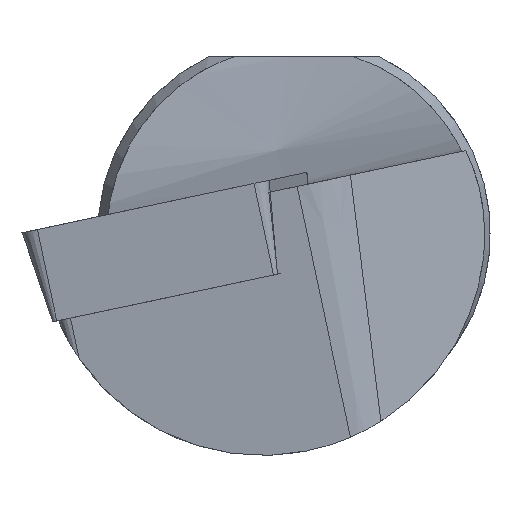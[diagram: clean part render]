
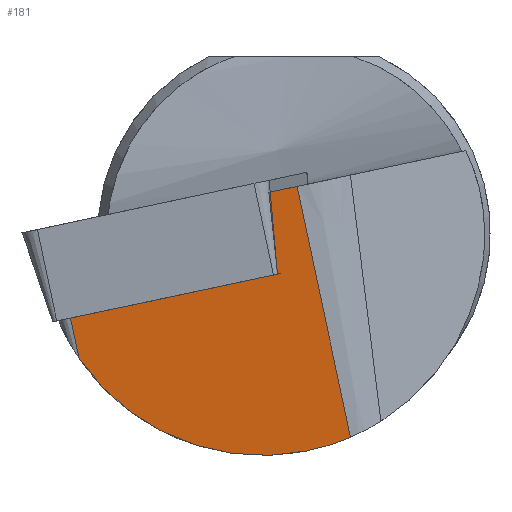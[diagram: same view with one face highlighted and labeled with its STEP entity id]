
A CAD part, left-side view. The second image highlights one B-rep face of the part: STEP entity #181.
In plain terms, the highlighted planar face has unit normal (-0.993, -0.025, -0.119).
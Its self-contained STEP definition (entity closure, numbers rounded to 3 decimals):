
#41=ELLIPSE('',#709,5.692,5.65);
#160=PLANE('',#710);
#181=ADVANCED_FACE('',(#223),#160,.T.);
#223=FACE_OUTER_BOUND('',#255,.T.);
#255=EDGE_LOOP('',(#429,#430,#431,#432,#433,#434));
#294=LINE('',#954,#337);
#304=LINE('',#1000,#347);
#305=LINE('',#1003,#348);
#306=LINE('',#1007,#349);
#307=LINE('',#1008,#350);
#337=VECTOR('',#798,1.);
#347=VECTOR('',#816,1.);
#348=VECTOR('',#817,1.);
#349=VECTOR('',#820,1.);
#350=VECTOR('',#821,1.);
#429=ORIENTED_EDGE('',*,*,#625,.F.);
#430=ORIENTED_EDGE('',*,*,#626,.F.);
#431=ORIENTED_EDGE('',*,*,#627,.T.);
#432=ORIENTED_EDGE('',*,*,#628,.T.);
#433=ORIENTED_EDGE('',*,*,#609,.F.);
#434=ORIENTED_EDGE('',*,*,#629,.T.);
#546=VERTEX_POINT('',#953);
#547=VERTEX_POINT('',#955);
#561=VERTEX_POINT('',#1001);
#562=VERTEX_POINT('',#1002);
#563=VERTEX_POINT('',#1004);
#564=VERTEX_POINT('',#1006);
#609=EDGE_CURVE('',#546,#547,#294,.T.);
#625=EDGE_CURVE('',#561,#562,#304,.T.);
#626=EDGE_CURVE('',#563,#561,#305,.T.);
#627=EDGE_CURVE('',#563,#564,#41,.T.);
#628=EDGE_CURVE('',#564,#547,#306,.T.);
#629=EDGE_CURVE('',#546,#562,#307,.T.);
#709=AXIS2_PLACEMENT_3D('',#1005,#818,#819);
#710=AXIS2_PLACEMENT_3D('',#1009,#822,#823);
#798=DIRECTION('',(0.,-0.978,0.208));
#816=DIRECTION('',(0.,-0.978,0.208));
#817=DIRECTION('',(-0.122,0.206,0.971));
#818=DIRECTION('',(-0.993,-0.025,-0.119));
#819=DIRECTION('',(0.122,-0.206,-0.971));
#820=DIRECTION('',(-0.122,0.206,0.971));
#821=DIRECTION('',(0.121,-0.106,-0.987));
#822=DIRECTION('',(-0.993,-0.025,-0.119));
#823=DIRECTION('',(-0.119,0.,0.993));
#953=CARTESIAN_POINT('',(0.137,0.644,1.044));
#954=CARTESIAN_POINT('',(0.137,6.122,-0.12));
#955=CARTESIAN_POINT('',(0.137,-0.077,1.198));
#1000=CARTESIAN_POINT('',(0.392,-0.192,-0.904));
#1001=CARTESIAN_POINT('',(0.392,5.689,-2.155));
#1002=CARTESIAN_POINT('',(0.392,0.421,-1.035));
#1003=CARTESIAN_POINT('',(0.1,6.184,0.173));
#1004=CARTESIAN_POINT('',(0.521,5.472,-3.178));
#1005=CARTESIAN_POINT('',(0.258,0.8,0.));
#1006=CARTESIAN_POINT('',(0.939,-1.435,-5.189));
#1007=CARTESIAN_POINT('',(0.1,-0.015,1.491));
#1008=CARTESIAN_POINT('',(-1.149,1.766,11.516));
#1009=CARTESIAN_POINT('',(0.1,6.184,0.173));
